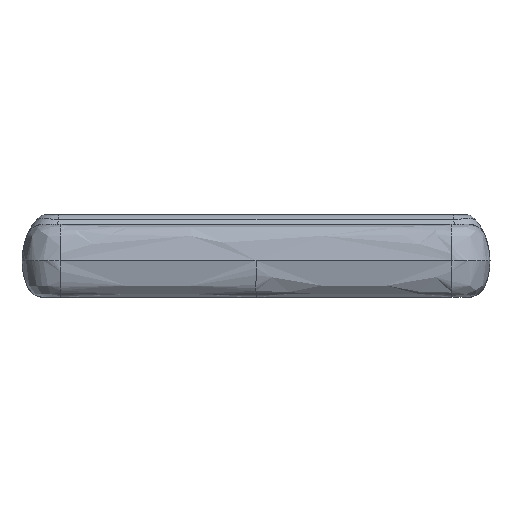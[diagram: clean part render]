
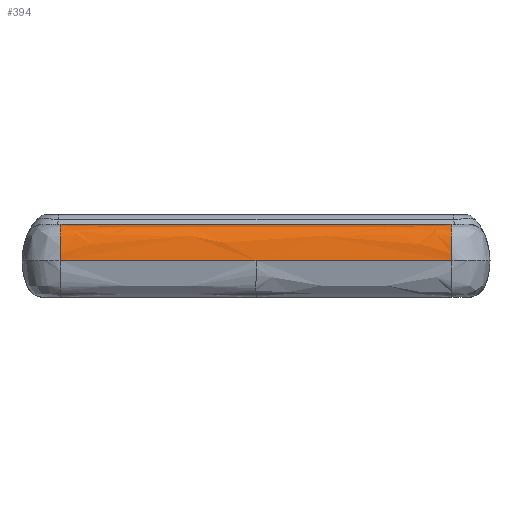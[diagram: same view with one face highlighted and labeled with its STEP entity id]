
A CAD part, front view. The second image highlights one B-rep face of the part: STEP entity #394.
In plain terms, the highlighted free-form (B-spline) face has degree [2, 3] with [7, 4] control points.
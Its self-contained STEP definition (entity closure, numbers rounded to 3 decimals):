
#394=ADVANCED_FACE('',(#916),#7942,.T.);
#916=FACE_OUTER_BOUND('',#1439,.T.);
#1439=EDGE_LOOP('',(#3115,#3116,#3117,#3118,#3119));
#3115=ORIENTED_EDGE('',*,*,#4234,.T.);
#3116=ORIENTED_EDGE('',*,*,#4236,.T.);
#3117=ORIENTED_EDGE('',*,*,#4952,.F.);
#3118=ORIENTED_EDGE('',*,*,#4409,.F.);
#3119=ORIENTED_EDGE('',*,*,#4950,.T.);
#4234=EDGE_CURVE('',#6798,#6799,#5843,.T.);
#4236=EDGE_CURVE('',#6799,#6802,#5845,.T.);
#4409=EDGE_CURVE('',#7026,#7025,#5987,.T.);
#4950=EDGE_CURVE('',#7026,#6798,#6528,.T.);
#4952=EDGE_CURVE('',#7025,#6802,#6530,.T.);
#5843=(
BOUNDED_CURVE()
B_SPLINE_CURVE(3,(#16231,#16232,#16233,#16234),.UNSPECIFIED.,.F.,.F.)
B_SPLINE_CURVE_WITH_KNOTS((4,4),(-41.1,-20.55),.UNSPECIFIED.)
CURVE()
GEOMETRIC_REPRESENTATION_ITEM()
RATIONAL_B_SPLINE_CURVE((1.,1.,1.,1.))
REPRESENTATION_ITEM('')
);
#5845=(
BOUNDED_CURVE()
B_SPLINE_CURVE(3,(#16239,#16240,#16241,#16242),.UNSPECIFIED.,.F.,.F.)
B_SPLINE_CURVE_WITH_KNOTS((4,4),(20.55,41.1),.UNSPECIFIED.)
CURVE()
GEOMETRIC_REPRESENTATION_ITEM()
RATIONAL_B_SPLINE_CURVE((1.,1.,1.,1.))
REPRESENTATION_ITEM('')
);
#5987=(
BOUNDED_CURVE()
B_SPLINE_CURVE(3,(#17703,#17704,#17705,#17706),.UNSPECIFIED.,.F.,.F.)
B_SPLINE_CURVE_WITH_KNOTS((4,4),(0.,41.1),.UNSPECIFIED.)
CURVE()
GEOMETRIC_REPRESENTATION_ITEM()
RATIONAL_B_SPLINE_CURVE((1.,1.,1.,1.))
REPRESENTATION_ITEM('')
);
#6528=(
BOUNDED_CURVE()
B_SPLINE_CURVE(2,(#19891,#19892,#19893,#19894,#19895),.UNSPECIFIED.,.F.,
 .F.)
B_SPLINE_CURVE_WITH_KNOTS((3,2,3),(0.,2.37,5.038),
 .UNSPECIFIED.)
CURVE()
GEOMETRIC_REPRESENTATION_ITEM()
RATIONAL_B_SPLINE_CURVE((1.,0.83,1.,0.981,1.))
REPRESENTATION_ITEM('')
);
#6530=(
BOUNDED_CURVE()
B_SPLINE_CURVE(2,(#19912,#19913,#19914,#19915,#19916),.UNSPECIFIED.,.F.,
 .F.)
B_SPLINE_CURVE_WITH_KNOTS((3,2,3),(0.,2.37,5.038),
 .UNSPECIFIED.)
CURVE()
GEOMETRIC_REPRESENTATION_ITEM()
RATIONAL_B_SPLINE_CURVE((1.,0.83,1.,0.981,1.))
REPRESENTATION_ITEM('')
);
#6798=VERTEX_POINT('',#15283);
#6799=VERTEX_POINT('',#15284);
#6802=VERTEX_POINT('',#15287);
#7025=VERTEX_POINT('',#15510);
#7026=VERTEX_POINT('',#15511);
#7942=(
BOUNDED_SURFACE()
B_SPLINE_SURFACE(2,3,((#13756,#13757,#13758,#13759),(#13760,#13761,#13762,
#13763),(#13764,#13765,#13766,#13767),(#13768,#13769,#13770,#13771),(#13772,
#13773,#13774,#13775),(#13776,#13777,#13778,#13779),(#13780,#13781,#13782,
#13783)),.UNSPECIFIED.,.F.,.F.,.F.)
B_SPLINE_SURFACE_WITH_KNOTS((3,2,2,3),(4,4),(0.,2.37,7.706,
10.077),(0.,41.1),.UNSPECIFIED.)
GEOMETRIC_REPRESENTATION_ITEM()
RATIONAL_B_SPLINE_SURFACE(((1.,1.,1.,1.),(0.83,
0.83,0.83,0.83),(1.,1.,
1.,1.),(0.927,0.927,0.927,0.927),
(1.,1.,1.,1.),(0.83,0.83,0.83,
0.83),(1.,1.,1.,1.)))
REPRESENTATION_ITEM('')
SURFACE()
);
#13756=CARTESIAN_POINT('',(-20.55,0.31,3.3));
#13757=CARTESIAN_POINT('',(-6.85,0.31,3.3));
#13758=CARTESIAN_POINT('',(6.85,0.31,3.3));
#13759=CARTESIAN_POINT('',(20.55,0.31,3.3));
#13760=CARTESIAN_POINT('',(-20.55,-1.037,3.3));
#13761=CARTESIAN_POINT('',(-6.85,-1.037,3.3));
#13762=CARTESIAN_POINT('',(6.85,-1.037,3.3));
#13763=CARTESIAN_POINT('',(20.55,-1.037,3.3));
#13764=CARTESIAN_POINT('',(-20.55,-1.543,2.052));
#13765=CARTESIAN_POINT('',(-6.85,-1.543,2.052));
#13766=CARTESIAN_POINT('',(6.85,-1.543,2.052));
#13767=CARTESIAN_POINT('',(20.55,-1.543,2.052));
#13768=CARTESIAN_POINT('',(-20.55,-2.6,-0.55));
#13769=CARTESIAN_POINT('',(-6.85,-2.6,-0.55));
#13770=CARTESIAN_POINT('',(6.85,-2.6,-0.55));
#13771=CARTESIAN_POINT('',(20.55,-2.6,-0.55));
#13772=CARTESIAN_POINT('',(-20.55,-1.543,-3.152));
#13773=CARTESIAN_POINT('',(-6.85,-1.543,-3.152));
#13774=CARTESIAN_POINT('',(6.85,-1.543,-3.152));
#13775=CARTESIAN_POINT('',(20.55,-1.543,-3.152));
#13776=CARTESIAN_POINT('',(-20.55,-1.037,-4.4));
#13777=CARTESIAN_POINT('',(-6.85,-1.037,-4.4));
#13778=CARTESIAN_POINT('',(6.85,-1.037,-4.4));
#13779=CARTESIAN_POINT('',(20.55,-1.037,-4.4));
#13780=CARTESIAN_POINT('',(-20.55,0.31,-4.4));
#13781=CARTESIAN_POINT('',(-6.85,0.31,-4.4));
#13782=CARTESIAN_POINT('',(6.85,0.31,-4.4));
#13783=CARTESIAN_POINT('',(20.55,0.31,-4.4));
#15283=CARTESIAN_POINT('',(-20.55,-2.051,-0.55));
#15284=CARTESIAN_POINT('',(0.,-2.051,-0.55));
#15287=CARTESIAN_POINT('',(20.55,-2.051,-0.55));
#15510=CARTESIAN_POINT('',(20.55,0.31,3.3));
#15511=CARTESIAN_POINT('',(-20.55,0.31,3.3));
#16231=CARTESIAN_POINT('',(-20.55,-2.051,-0.55));
#16232=CARTESIAN_POINT('',(-13.7,-2.051,-0.55));
#16233=CARTESIAN_POINT('',(-6.85,-2.051,-0.55));
#16234=CARTESIAN_POINT('',(0.,-2.051,-0.55));
#16239=CARTESIAN_POINT('',(0.,-2.051,-0.55));
#16240=CARTESIAN_POINT('',(6.85,-2.051,-0.55));
#16241=CARTESIAN_POINT('',(13.7,-2.051,-0.55));
#16242=CARTESIAN_POINT('',(20.55,-2.051,-0.55));
#17703=CARTESIAN_POINT('',(-20.55,0.31,3.3));
#17704=CARTESIAN_POINT('',(-6.85,0.31,3.3));
#17705=CARTESIAN_POINT('',(6.85,0.31,3.3));
#17706=CARTESIAN_POINT('',(20.55,0.31,3.3));
#19891=CARTESIAN_POINT('',(-20.55,0.31,3.3));
#19892=CARTESIAN_POINT('',(-20.55,-1.037,3.3));
#19893=CARTESIAN_POINT('',(-20.55,-1.543,2.052));
#19894=CARTESIAN_POINT('',(-20.55,-2.051,0.801));
#19895=CARTESIAN_POINT('',(-20.55,-2.051,-0.55));
#19912=CARTESIAN_POINT('',(20.55,0.31,3.3));
#19913=CARTESIAN_POINT('',(20.55,-1.037,3.3));
#19914=CARTESIAN_POINT('',(20.55,-1.543,2.052));
#19915=CARTESIAN_POINT('',(20.55,-2.051,0.801));
#19916=CARTESIAN_POINT('',(20.55,-2.051,-0.55));
